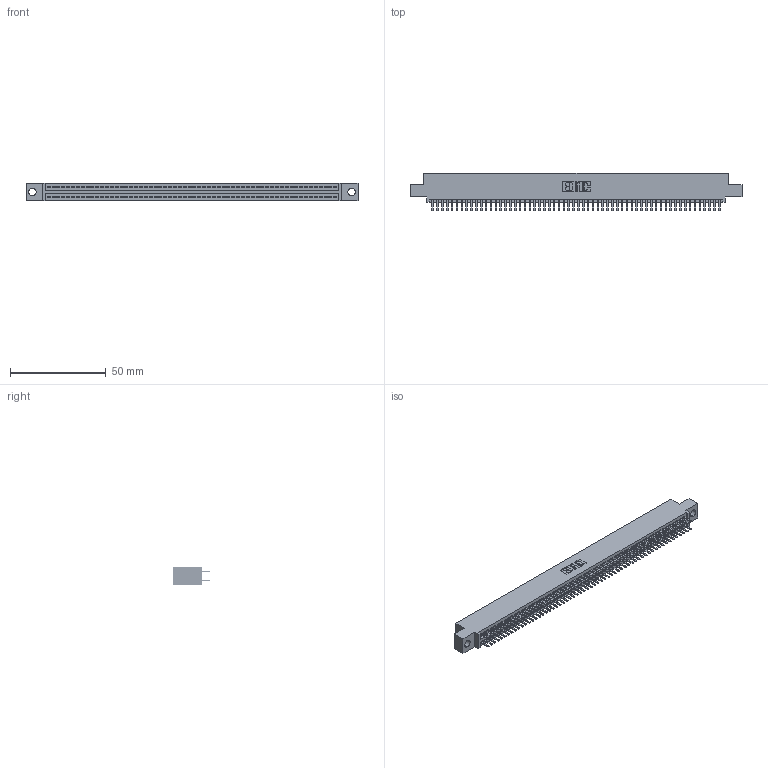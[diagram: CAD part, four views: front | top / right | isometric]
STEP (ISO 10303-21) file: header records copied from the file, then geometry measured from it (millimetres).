
FILE_DESCRIPTION (( 'STEP AP203' ), '1' );
FILE_NAME ('845-120-520-504.STEP', '2018-11-21T01:11:56', ( '' ), ( '' ), 'SwSTEP 2.0', 'SolidWorks 2016', '' );
FILE_SCHEMA (( 'CONFIG_CONTROL_DESIGN' ));
Length unit declared in the file: inch
Products named in the file (3): 345-292-001_345-293-120; 845-120-520-504; 845 Part_0.110 Offset - 0.156 Dia-TH
Assembly tree (121 placements, depth 2):
  845-120-520-504
    845 Part_0.110 Offset - 0.156 Dia-TH
    345-292-001_345-293-120  x120
Bounding box: 173.61 x 19.68 x 9.4 mm (x, y, z)
Volume: 16817.7 mm3; surface area: 25003.8 mm2
Topology: 121 solids, 121 shells, 6610 faces, 19193 edges, 12474 vertices
Faces by surface type: plane 4284, cylinder 2326
Entity records: 44903 total; most frequent: CARTESIAN_POINT 7524, ORIENTED_EDGE 7446, DIRECTION 6599, EDGE_CURVE 3723, LINE 3347, VECTOR 3347, VERTEX_POINT 2478, AXIS2_PLACEMENT_3D 1626
